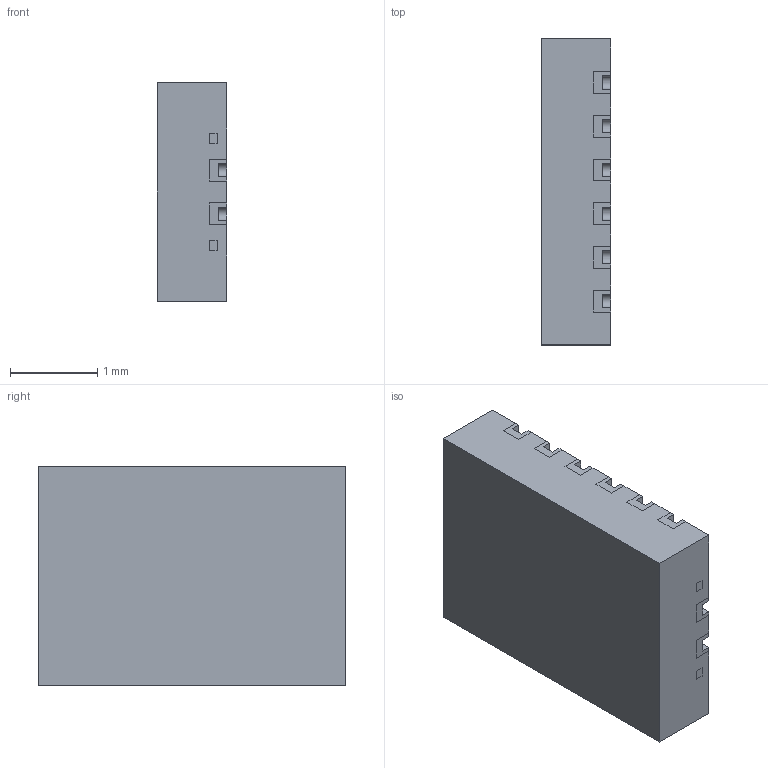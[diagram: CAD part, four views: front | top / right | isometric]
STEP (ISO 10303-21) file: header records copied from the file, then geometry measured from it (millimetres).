
FILE_DESCRIPTION(/* description */ ('Unknown'),/* implementation_level */ '2;1');
FILE_NAME(/* name */ 'SWP-QFN3525A-16',/* time_stamp */ '2024-01-05T13:40:32+08:00',/* author */ ('Unknown'),/* organization */ ('Unknown'),/* preprocessor_version */ 'ST-DEVELOPER v18.102',/* originating_system */ 'Solid Edge',/* authorisation */ 'Unknown');
FILE_SCHEMA (('AUTOMOTIVE_DESIGN {1 0 10303 214 3 1 1}'));
Length unit declared in the file: millimetre
Products named in the file (3): SWP-QFN3525A-16; CPD; LDF
Assembly tree (2 placements, depth 2):
  SWP-QFN3525A-16
    CPD
    LDF
Bounding box: 0.8 x 3.5 x 2.5 mm (x, y, z)
Volume: 6.9 mm3; surface area: 52.9 mm2
Topology: 18 solids, 18 shells, 539 faces, 1488 edges, 984 vertices
Faces by surface type: plane 417, cylinder 122
Entity records: 19311 total; most frequent: CARTESIAN_POINT 3014, ORIENTED_EDGE 2976, DIRECTION 2840, EDGE_CURVE 1488, LINE 1220, VECTOR 1220, VERTEX_POINT 984, AXIS2_PLACEMENT_3D 810
